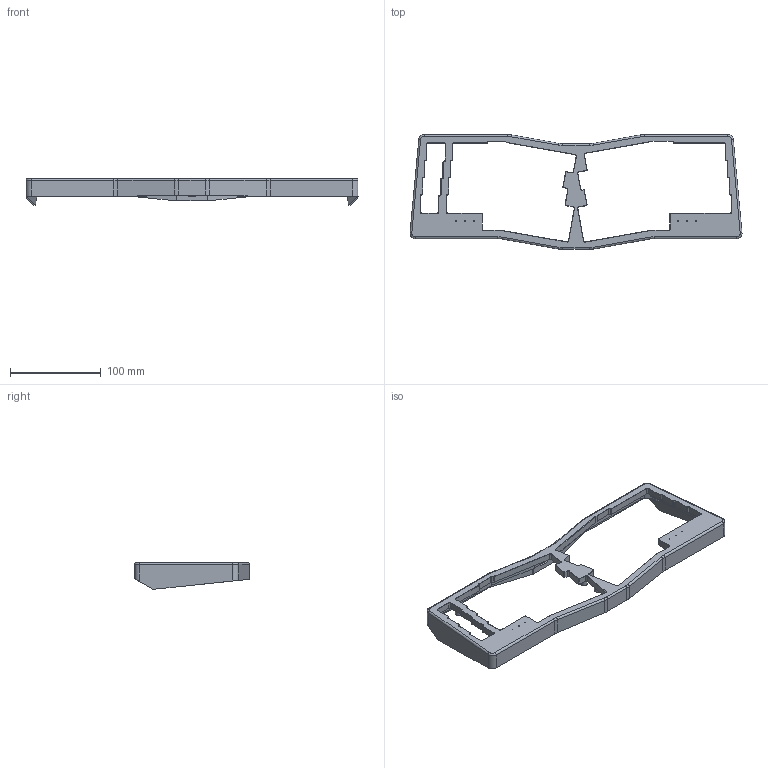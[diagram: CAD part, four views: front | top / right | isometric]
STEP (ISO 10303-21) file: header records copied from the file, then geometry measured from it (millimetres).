
FILE_DESCRIPTION(('FreeCAD Model'),'2;1');
FILE_NAME('Open CASCADE Shape Model','2021-02-03T21:49:50',('Author'),( ''),'Open CASCADE STEP processor 7.4','FreeCAD','Unknown');
FILE_SCHEMA(('AUTOMOTIVE_DESIGN { 1 0 10303 214 1 1 1 1 }'));
Length unit declared in the file: millimetre
Products named in the file (1): Body002
Bounding box: 366.77 x 126.91 x 29.42 mm (x, y, z)
Volume: 139610.6 mm3; surface area: 67870.3 mm2
Topology: 1 solids, 1 shells, 451 faces, 1149 edges, 710 vertices
Faces by surface type: plane 194, cylinder 165, cone 80, torus 12
Full cylindrical faces by diameter (mm): 1 x5, 1.014 x1, 2.05 x5, 2.4 x13, 6 x6, 7 x1, 7.933 x1, 8 x1, 8.001 x1, 8.025 x1
Entity records: 28692 total; most frequent: CARTESIAN_POINT 5546, DIRECTION 4533, LINE 2670, VECTOR 2670, ORIENTED_EDGE 2262, PCURVE 2262, DEFINITIONAL_REPRESENTATION 2262, EDGE_CURVE 1131
